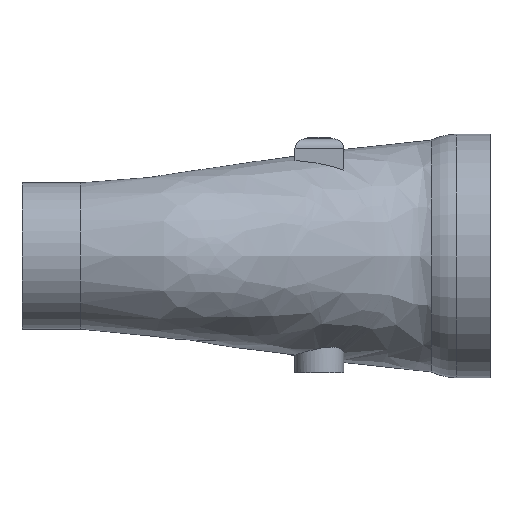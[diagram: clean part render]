
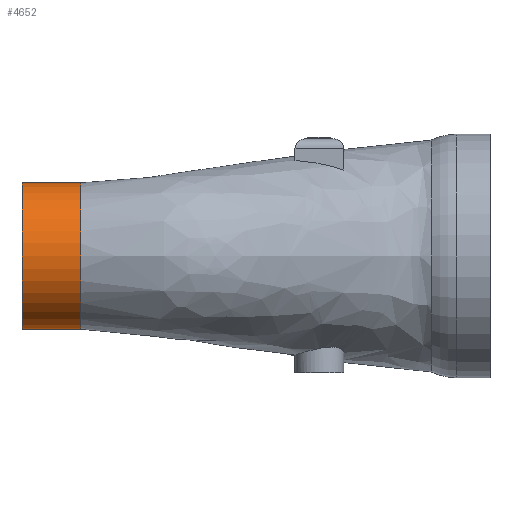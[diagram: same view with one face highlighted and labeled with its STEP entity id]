
A CAD part, front view. The second image highlights one B-rep face of the part: STEP entity #4652.
In plain terms, the highlighted cylindrical face has radius 37.5 mm (diameter 75 mm), a full revolution.
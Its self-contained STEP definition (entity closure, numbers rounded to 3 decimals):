
#142=CYLINDRICAL_SURFACE('',#4913,37.5);
#640=LINE('',#10155,#1081);
#1081=VECTOR('',#5555,37.5);
#1541=FACE_OUTER_BOUND('',#1806,.T.);
#1806=EDGE_LOOP('',(#3961,#3962,#3963,#3964,#3965));
#1917=CIRCLE('',#4887,37.5);
#1918=CIRCLE('',#4888,37.5);
#1924=CIRCLE('',#4914,37.5);
#2213=VERTEX_POINT('',#10019);
#2214=VERTEX_POINT('',#10055);
#2228=VERTEX_POINT('',#10153);
#2804=EDGE_CURVE('',#2213,#2214,#1917,.T.);
#2805=EDGE_CURVE('',#2214,#2213,#1918,.T.);
#2834=EDGE_CURVE('',#2228,#2228,#1924,.T.);
#2835=EDGE_CURVE('',#2228,#2214,#640,.T.);
#3961=ORIENTED_EDGE('',*,*,#2834,.T.);
#3962=ORIENTED_EDGE('',*,*,#2835,.T.);
#3963=ORIENTED_EDGE('',*,*,#2804,.F.);
#3964=ORIENTED_EDGE('',*,*,#2805,.F.);
#3965=ORIENTED_EDGE('',*,*,#2835,.F.);
#4652=ADVANCED_FACE('',(#1541),#142,.T.);
#4887=AXIS2_PLACEMENT_3D('',#10056,#5482,#5483);
#4888=AXIS2_PLACEMENT_3D('',#10057,#5484,#5485);
#4913=AXIS2_PLACEMENT_3D('',#10152,#5551,#5552);
#4914=AXIS2_PLACEMENT_3D('',#10154,#5553,#5554);
#5482=DIRECTION('center_axis',(1.,0.,0.));
#5483=DIRECTION('ref_axis',(0.,1.,0.));
#5484=DIRECTION('center_axis',(1.,0.,0.));
#5485=DIRECTION('ref_axis',(0.,1.,0.));
#5551=DIRECTION('center_axis',(1.,0.,0.));
#5552=DIRECTION('ref_axis',(0.,0.,1.));
#5553=DIRECTION('center_axis',(1.,0.,0.));
#5554=DIRECTION('ref_axis',(0.,0.,1.));
#5555=DIRECTION('',(1.,0.,0.));
#10019=CARTESIAN_POINT('',(0.,-132.5,0.));
#10055=CARTESIAN_POINT('',(0.,-95.,-37.5));
#10056=CARTESIAN_POINT('Origin',(0.,-95.,0.));
#10057=CARTESIAN_POINT('Origin',(0.,-95.,0.));
#10152=CARTESIAN_POINT('Origin',(0.,-95.,0.));
#10153=CARTESIAN_POINT('',(-30.,-95.,-37.5));
#10154=CARTESIAN_POINT('Origin',(-30.,-95.,0.));
#10155=CARTESIAN_POINT('',(0.,-95.,-37.5));
